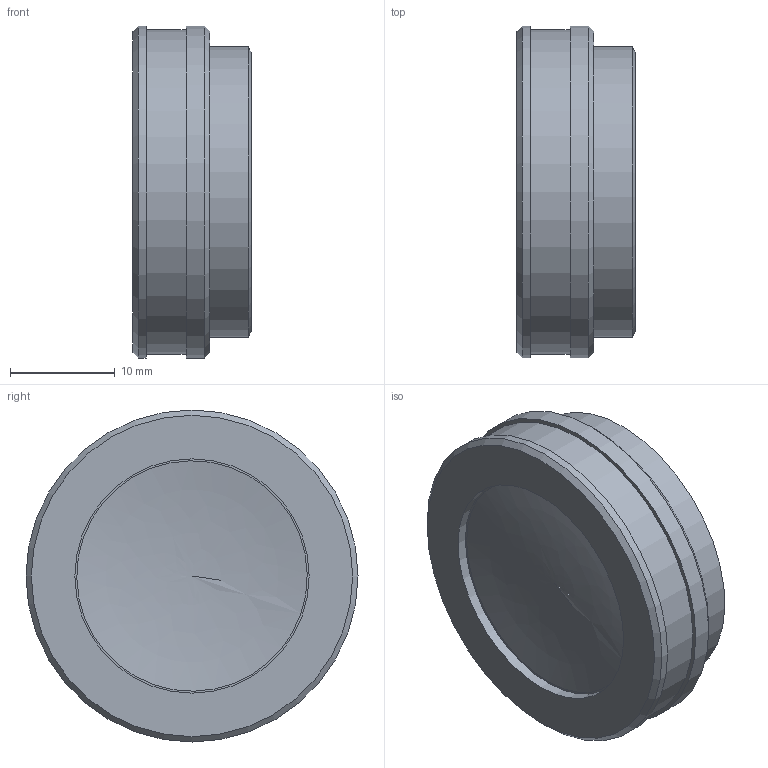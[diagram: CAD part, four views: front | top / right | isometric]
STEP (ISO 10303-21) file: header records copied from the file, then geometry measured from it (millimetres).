
FILE_DESCRIPTION((''),'2;1');
FILE_NAME('50012_0.stp','2012-09-06T07:47:04',('PODLENA'),(''),'Autodesk Inventor 2013','Autodesk Inventor 2013','');
FILE_SCHEMA(('AUTOMOTIVE_DESIGN { 1 0 10303 214 1 1 1 1 }'));
Length unit declared in the file: inch
Products named in the file (6): 50012; 50103; 50101; 50081; 50082; 50083
Assembly tree (5 placements, depth 3):
  50012
    50103
    50101
    50081
      50082
      50083
Bounding box: 11.29 x 31.75 x 31.75 mm (x, y, z)
Volume: 5967.8 mm3; surface area: 6391.7 mm2
Topology: 4 solids, 4 shells, 33 faces, 58 edges, 37 vertices
Faces by surface type: cylinder 13, plane 10, cone 6, bspline 2, sphere 2
Full cylindrical faces by diameter (mm): 1.016 x2, 22.403 x2, 23.8 x1, 24 x1, 24.028 x1, 27.762 x2, 28.778 x1, 30.988 x1, 31.75 x2
Entity records: 879 total; most frequent: CARTESIAN_POINT 158, DIRECTION 146, AXIS2_PLACEMENT_3D 73, ORIENTED_EDGE 62, EDGE_LOOP 62, FACE_OUTER_BOUND 33, ADVANCED_FACE 33, VERTEX_POINT 31
